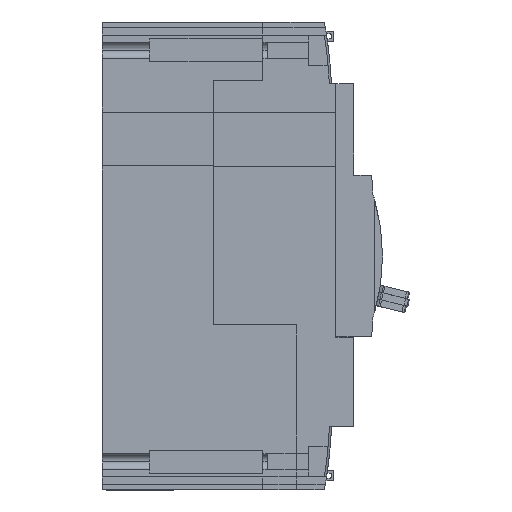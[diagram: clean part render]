
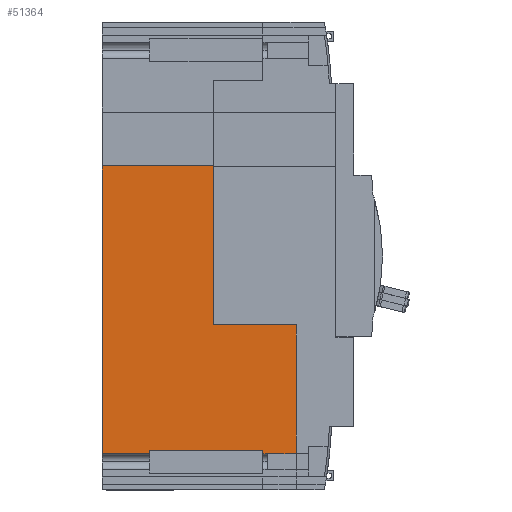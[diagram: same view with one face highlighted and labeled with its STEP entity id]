
A CAD part, left-side view. The second image highlights one B-rep face of the part: STEP entity #51364.
In plain terms, the highlighted planar face has unit normal (-1, 0, 0).
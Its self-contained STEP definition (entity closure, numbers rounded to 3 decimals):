
#19708=VERTEX_POINT('',#58091);
#20824=EDGE_CURVE('',#43290,#42496,#59312,.T.);
#22620=EDGE_CURVE('',#44324,#55936,#61257,.T.);
#22934=VERTEX_POINT('',#61594);
#23270=VERTEX_POINT('',#61956);
#24040=EDGE_CURVE('',#22934,#43290,#62794,.T.);
#25370=VERTEX_POINT('',#64232);
#26826=VERTEX_POINT('',#65821);
#31614=VERTEX_POINT('',#71013);
#32770=EDGE_CURVE('',#26826,#41270,#72258,.T.);
#34802=EDGE_CURVE('',#42496,#31614,#74459,.T.);
#35440=EDGE_CURVE('',#23270,#47360,#75172,.T.);
#36422=EDGE_CURVE('',#25370,#44324,#76245,.T.);
#38638=EDGE_CURVE('',#41270,#25370,#78657,.T.);
#39304=EDGE_CURVE('',#41356,#44484,#79381,.T.);
#41126=EDGE_CURVE('',#44484,#22934,#81349,.T.);
#41270=VERTEX_POINT('',#81504);
#41356=VERTEX_POINT('',#81597);
#42496=VERTEX_POINT('',#82860);
#43290=VERTEX_POINT('',#83716);
#44324=VERTEX_POINT('',#84850);
#44484=VERTEX_POINT('',#85019);
#46126=EDGE_CURVE('',#55936,#31614,#86799,.T.);
#47360=VERTEX_POINT('',#88147);
#51364=ADVANCED_FACE('',(#92513),#92514,.F.);
#53202=EDGE_CURVE('',#19708,#41356,#94537,.T.);
#55196=EDGE_CURVE('',#56006,#47360,#96718,.T.);
#55936=VERTEX_POINT('',#97516);
#56006=VERTEX_POINT('',#97589);
#56728=EDGE_CURVE('',#56006,#19708,#98385,.T.);
#57200=EDGE_CURVE('',#23270,#26826,#98907,.T.);
#58091=CARTESIAN_POINT('',(-38.05,-13.2,-55.071));
#59312=LINE('',#101912,#101913);
#61257=LINE('',#104801,#104802);
#61594=CARTESIAN_POINT('',(-38.05,-44.65,-55.071));
#61956=CARTESIAN_POINT('',(-38.05,-31.0,25.05));
#62794=LINE('',#107104,#107105);
#64232=CARTESIAN_POINT('',(-38.05,-54.0,-19.0));
#65821=CARTESIAN_POINT('',(-38.05,-31.0,25.0));
#71013=CARTESIAN_POINT('',(-38.05,-54.0,-55.));
#72258=LINE('',#120904,#120905);
#74459=LINE('',#124306,#124307);
#75172=LINE('',#125330,#125331);
#76245=LINE('',#126912,#126913);
#78657=LINE('',#130487,#130488);
#79381=LINE('',#131641,#131642);
#81349=LINE('',#134453,#134454);
#81504=CARTESIAN_POINT('',(-38.05,-31.0,-19.0));
#81597=CARTESIAN_POINT('',(-38.05,-13.2,-54.0));
#82860=CARTESIAN_POINT('',(-38.05,-46.0,-55.));
#83716=CARTESIAN_POINT('',(-38.05,-46.0,-55.071));
#84850=CARTESIAN_POINT('',(-38.05,-54.0,-22.6));
#85019=CARTESIAN_POINT('',(-38.05,-44.65,-54.0));
#86799=LINE('',#142456,#142457);
#88147=CARTESIAN_POINT('',(-38.05,0.0,25.05));
#92513=FACE_OUTER_BOUND('',#150905,.T.);
#92514=PLANE('',#150906);
#94537=LINE('',#153823,#153824);
#96718=LINE('',#156979,#156980);
#97516=CARTESIAN_POINT('',(-38.05,-54.0,-47.5));
#97589=CARTESIAN_POINT('',(-38.05,0.0,-55.071));
#98385=LINE('',#159445,#159446);
#98907=LINE('',#160220,#160221);
#101912=CARTESIAN_POINT('',(-38.05,-46.0,-29.11));
#101913=VECTOR('',#162609,1.0);
#104801=CARTESIAN_POINT('',(-38.05,-54.0,-65.0));
#104802=VECTOR('',#164603,1.0);
#107104=CARTESIAN_POINT('',(-38.05,-45.325,-55.071));
#107105=VECTOR('',#166247,1.0);
#120904=CARTESIAN_POINT('',(-38.05,-31.0,-19.0));
#120905=VECTOR('',#175984,1.0);
#124306=CARTESIAN_POINT('',(-38.05,-34.704,-55.));
#124307=VECTOR('',#178331,1.0);
#125330=CARTESIAN_POINT('',(-38.05,-27.204,25.05));
#125331=VECTOR('',#179291,1.0);
#126912=CARTESIAN_POINT('',(-38.05,-54.0,-65.0));
#126913=VECTOR('',#180527,1.0);
#130487=CARTESIAN_POINT('',(-38.05,-54.0,-19.0));
#130488=VECTOR('',#183174,1.0);
#131641=CARTESIAN_POINT('',(-38.05,-18.304,-54.0));
#131642=VECTOR('',#183920,1.0);
#134453=CARTESIAN_POINT('',(-38.05,-44.65,-29.11));
#134454=VECTOR('',#185833,1.0);
#142456=CARTESIAN_POINT('',(-38.05,-54.0,-65.0));
#142457=VECTOR('',#191552,1.0);
#150905=EDGE_LOOP('',(#197747,#197748,#197749,#197750,#197751,#197752,#197753,#197754,#197755,#197756,#197757,#197758,#197759,#197760,#197761));
#150906=AXIS2_PLACEMENT_3D('',#197762,#197763,#197764);
#153823=CARTESIAN_POINT('',(-38.05,-13.2,-29.11));
#153824=VECTOR('',#200106,1.0);
#156979=CARTESIAN_POINT('',(-38.05,0.0,65.0));
#156980=VECTOR('',#202495,1.0);
#159445=CARTESIAN_POINT('',(-38.05,-6.6,-55.071));
#159446=VECTOR('',#204171,1.0);
#160220=CARTESIAN_POINT('',(-38.05,-31.0,-19.0));
#160221=VECTOR('',#204796,1.0);
#162609=DIRECTION('',(-0.0,0.0,1.0));
#164603=DIRECTION('',(-0.0,-0.0,-1.0));
#166247=DIRECTION('',(0.0,-1.0,0.0));
#175984=DIRECTION('',(-0.0,-0.0,-1.0));
#178331=DIRECTION('',(0.0,-1.0,0.0));
#179291=DIRECTION('',(0.0,1.0,0.0));
#180527=DIRECTION('',(-0.0,-0.0,-1.0));
#183174=DIRECTION('',(-0.0,-1.0,-0.0));
#183920=DIRECTION('',(0.0,-1.0,0.0));
#185833=DIRECTION('',(0.0,0.0,-1.0));
#191552=DIRECTION('',(-0.0,-0.0,-1.0));
#197747=ORIENTED_EDGE('',*,*,#35440,.T.);
#197748=ORIENTED_EDGE('',*,*,#55196,.F.);
#197749=ORIENTED_EDGE('',*,*,#56728,.T.);
#197750=ORIENTED_EDGE('',*,*,#53202,.T.);
#197751=ORIENTED_EDGE('',*,*,#39304,.T.);
#197752=ORIENTED_EDGE('',*,*,#41126,.T.);
#197753=ORIENTED_EDGE('',*,*,#24040,.T.);
#197754=ORIENTED_EDGE('',*,*,#20824,.T.);
#197755=ORIENTED_EDGE('',*,*,#34802,.T.);
#197756=ORIENTED_EDGE('',*,*,#46126,.F.);
#197757=ORIENTED_EDGE('',*,*,#22620,.F.);
#197758=ORIENTED_EDGE('',*,*,#36422,.F.);
#197759=ORIENTED_EDGE('',*,*,#38638,.F.);
#197760=ORIENTED_EDGE('',*,*,#32770,.F.);
#197761=ORIENTED_EDGE('',*,*,#57200,.F.);
#197762=CARTESIAN_POINT('',(-38.05,-23.409,-0.969));
#197763=DIRECTION('',(1.0,0.0,0.0));
#197764=DIRECTION('',(0.0,1.0,0.0));
#200106=DIRECTION('',(-0.0,0.0,1.0));
#202495=DIRECTION('',(0.0,0.0,1.0));
#204171=DIRECTION('',(0.0,-1.0,0.0));
#204796=DIRECTION('',(-0.0,-0.0,-1.0));
